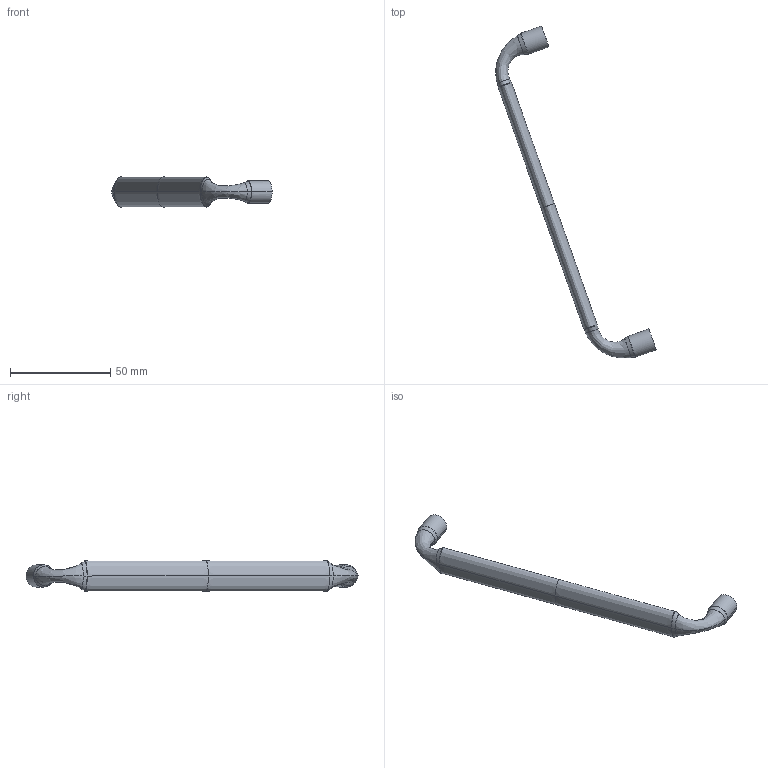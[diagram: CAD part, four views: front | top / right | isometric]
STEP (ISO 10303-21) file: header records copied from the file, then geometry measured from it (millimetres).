
FILE_DESCRIPTION(('Creo Elements/Direct Modeling STEP Export'),'2;1');
FILE_NAME('2442-171.stp','2019-02-13T11:33:49',(''),(''),'Creo Elements/Direct Modeling STEP processor for AP214 (Solid Model)','Creo Elements/Direct Modeling 20.0 12-Nov-2016 (C) Parametric Technology GmbH','');
FILE_SCHEMA(('AUTOMOTIVE_DESIGN { 1 0 10303 214 1 1 1 1 }'));
Length unit declared in the file: millimetre
Products named in the file (1): 2442-171
Bounding box: 79.86 x 165.3 x 14.98 mm (x, y, z)
Volume: 14875.4 mm3; surface area: 7039.5 mm2
Topology: 1 solids, 1 shells, 414 faces, 1185 edges, 780 vertices
Faces by surface type: plane 350, bspline 26, extrusion 22, cylinder 12, cone 4
Entity records: 25110 total; most frequent: CARTESIAN_POINT 15260, ORIENTED_EDGE 2366, DIRECTION 1497, EDGE_CURVE 1183, VERTEX_POINT 780, VECTOR 737, LINE 722, B_SPLINE_CURVE_WITH_KNOTS 437
